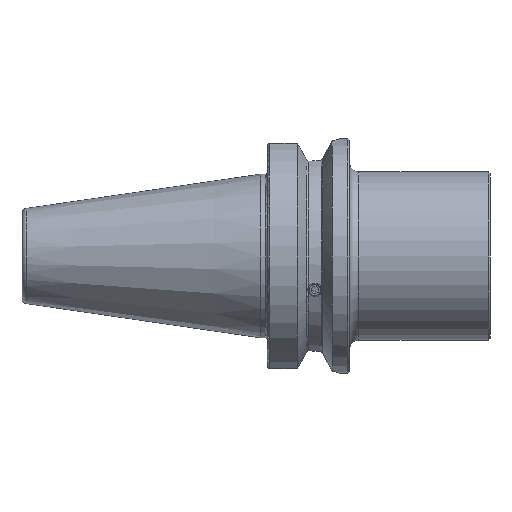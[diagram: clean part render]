
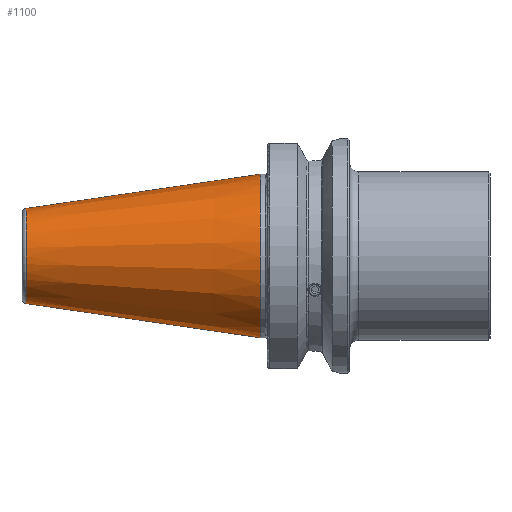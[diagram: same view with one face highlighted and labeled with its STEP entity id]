
A CAD part, front view. The second image highlights one B-rep face of the part: STEP entity #1100.
In plain terms, the highlighted conical face has half-angle 8.297 degrees and reference radius 34.925 mm.
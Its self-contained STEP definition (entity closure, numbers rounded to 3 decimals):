
#24 = CARTESIAN_POINT ( 'NONE',  ( 0., 0., 0. ) ) ;
#671 = DIRECTION ( 'NONE',  ( 0., 0., -1. ) ) ;
#886 = EDGE_CURVE ( 'NONE', #5087, #4153, #7219, .T. ) ;
#1100 = ADVANCED_FACE ( 'NONE', ( #2021 ), #3191, .T. ) ;
#1300 = DIRECTION ( 'NONE',  ( 1., 0., 0. ) ) ;
#1332 = CARTESIAN_POINT ( 'NONE',  ( -100.089, 0., 20.329 ) ) ;
#1446 = DIRECTION ( 'NONE',  ( 0., 0., 1. ) ) ;
#1954 = DIRECTION ( 'NONE',  ( -1., 0., 0. ) ) ;
#2021 = FACE_OUTER_BOUND ( 'NONE', #6204, .T. ) ;
#2048 = CIRCLE ( 'NONE', #4714, 34.925 ) ;
#2080 = EDGE_CURVE ( 'NONE', #2083, #5087, #6089, .T. ) ;
#2083 = VERTEX_POINT ( 'NONE', #4776 ) ;
#2204 = ORIENTED_EDGE ( 'NONE', *, *, #3489, .T. ) ;
#2234 = EDGE_CURVE ( 'NONE', #2083, #6015, #7185, .T. ) ;
#2752 = ORIENTED_EDGE ( 'NONE', *, *, #2080, .F. ) ;
#3191 = CONICAL_SURFACE ( 'NONE', #3593, 34.925, 0.145 ) ;
#3251 = CARTESIAN_POINT ( 'NONE',  ( 0., 0., 34.925 ) ) ;
#3260 = CARTESIAN_POINT ( 'NONE',  ( 0., 0., 34.925 ) ) ;
#3489 = EDGE_CURVE ( 'NONE', #6015, #4153, #2048, .T. ) ;
#3593 = AXIS2_PLACEMENT_3D ( 'NONE', #24, #1300, #671 ) ;
#4045 = DIRECTION ( 'NONE',  ( 0.99, 0., -0.144 ) ) ;
#4067 = CARTESIAN_POINT ( 'NONE',  ( 0., 0., -34.925 ) ) ;
#4153 = VERTEX_POINT ( 'NONE', #3251 ) ;
#4372 = VECTOR ( 'NONE', #4045, 1000. ) ;
#4652 = AXIS2_PLACEMENT_3D ( 'NONE', #5889, #6395, #1446 ) ;
#4714 = AXIS2_PLACEMENT_3D ( 'NONE', #5347, #1954, #5922 ) ;
#4776 = CARTESIAN_POINT ( 'NONE',  ( -100.089, 0., -20.329 ) ) ;
#4871 = DIRECTION ( 'NONE',  ( 0.99, 0., 0.144 ) ) ;
#5087 = VERTEX_POINT ( 'NONE', #1332 ) ;
#5347 = CARTESIAN_POINT ( 'NONE',  ( 0., 0., 0. ) ) ;
#5397 = ORIENTED_EDGE ( 'NONE', *, *, #2234, .T. ) ;
#5889 = CARTESIAN_POINT ( 'NONE',  ( -100.089, 0., 0. ) ) ;
#5922 = DIRECTION ( 'NONE',  ( 0., 0., 1. ) ) ;
#5943 = ORIENTED_EDGE ( 'NONE', *, *, #886, .F. ) ;
#6015 = VERTEX_POINT ( 'NONE', #7235 ) ;
#6089 = CIRCLE ( 'NONE', #4652, 20.329 ) ;
#6204 = EDGE_LOOP ( 'NONE', ( #5943, #2752, #5397, #2204 ) ) ;
#6395 = DIRECTION ( 'NONE',  ( -1., 0., 0. ) ) ;
#7061 = VECTOR ( 'NONE', #4871, 1000. ) ;
#7185 = LINE ( 'NONE', #4067, #4372 ) ;
#7219 = LINE ( 'NONE', #3260, #7061 ) ;
#7235 = CARTESIAN_POINT ( 'NONE',  ( 0., 0., -34.925 ) ) ;
